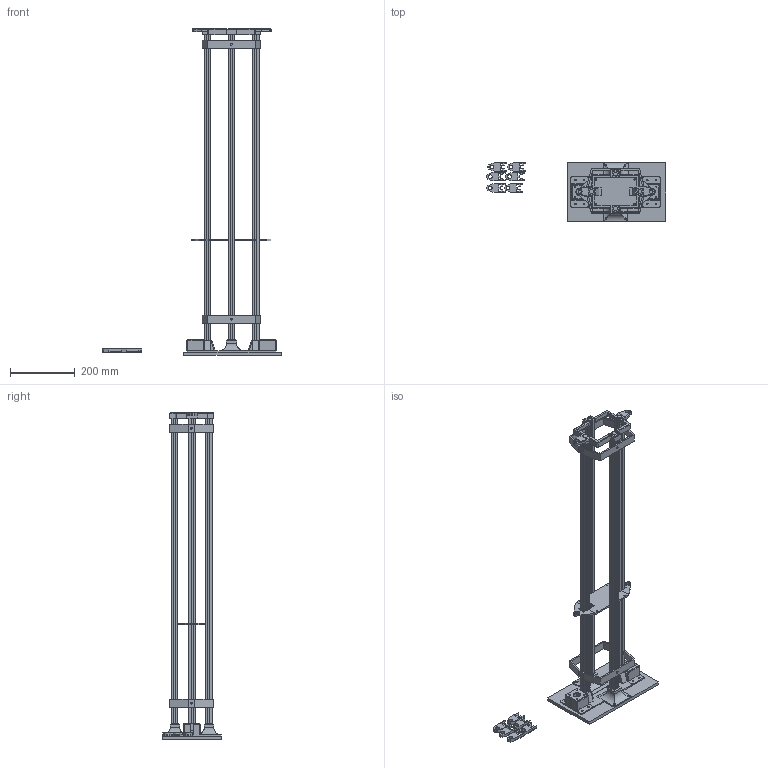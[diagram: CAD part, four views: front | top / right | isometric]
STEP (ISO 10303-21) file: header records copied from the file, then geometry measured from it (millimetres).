
FILE_DESCRIPTION(('HOOPS Exchange Step'),'2;1');
FILE_NAME('temp_export','2024-07-08T11:27:06-04:00',('mobile'),('Shapr3D Limited'),'HOOPS Exchange 2024.2','Shapr3D','Authorized');
FILE_SCHEMA( ('AUTOMOTIVE_DESIGN { 1 0 10303 214 1 1 1 1 }') );
Length unit declared in the file: millimetre
Products named in the file (7): 文件夹 04; 文件夹 03; sampler-frame.step; root
Assembly tree (6 placements, depth 4):
  root
    sampler-frame.step
      文件夹 04
      文件夹 04
        文件夹 03
    文件夹 04
      文件夹 03
Bounding box: 554.36 x 181.39 x 1011 mm (x, y, z)
Volume: 2372998.5 mm3; surface area: 906309.3 mm2
Topology: 19 solids, 19 shells, 994 faces, 2876 edges, 1923 vertices
Faces by surface type: plane 822, cylinder 162, cone 10
Full cylindrical faces by diameter (mm): 3.1 x8, 3.619 x8, 4.2 x8, 5 x24, 6.2 x8, 10.5 x2, 12.05 x8, 23 x2
Entity records: 33422 total; most frequent: CARTESIAN_POINT 6462, ORIENTED_EDGE 5752, DIRECTION 5227, EDGE_CURVE 2876, VECTOR 2451, LINE 2451, VERTEX_POINT 1923, AXIS2_PLACEMENT_3D 1388
